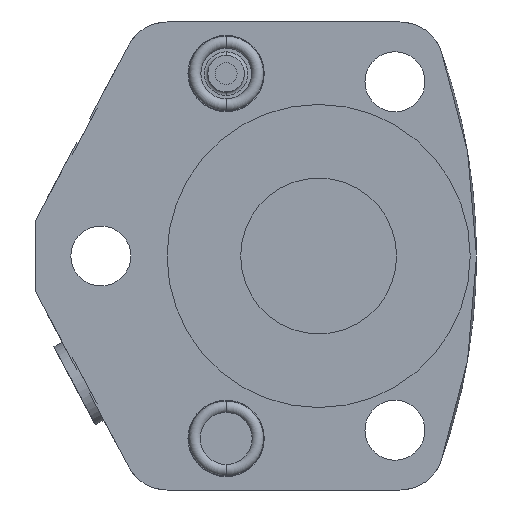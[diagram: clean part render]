
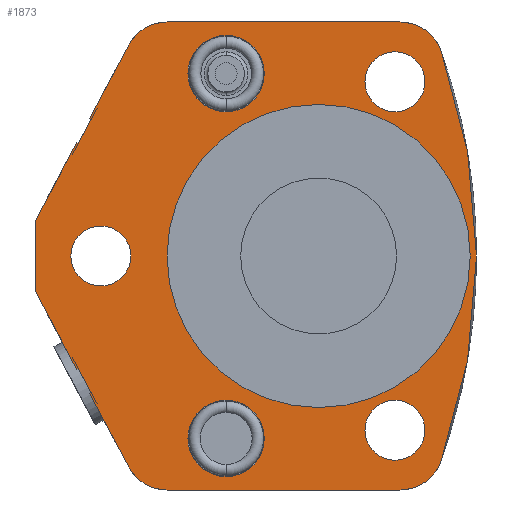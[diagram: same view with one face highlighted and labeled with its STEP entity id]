
A CAD part, front view. The second image highlights one B-rep face of the part: STEP entity #1873.
In plain terms, the highlighted planar face has unit normal (0, -1, 0).
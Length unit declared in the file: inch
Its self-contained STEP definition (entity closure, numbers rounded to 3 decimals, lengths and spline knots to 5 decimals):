
#256=CARTESIAN_POINT('',(0.,0.,0.));
#257=DIRECTION('',(0.,-1.,0.));
#258=DIRECTION('',(1.,0.,0.));
#259=AXIS2_PLACEMENT_3D('',#256,#257,#258);
#261=CARTESIAN_POINT('',(0.,0.,0.));
#262=DIRECTION('',(0.,1.,0.));
#263=DIRECTION('',(1.,0.,0.));
#264=AXIS2_PLACEMENT_3D('',#261,#262,#263);
#266=CARTESIAN_POINT('',(0.438,0.,1.));
#267=DIRECTION('',(0.,-1.,0.));
#268=DIRECTION('',(1.,0.,0.));
#269=AXIS2_PLACEMENT_3D('',#266,#267,#268);
#271=CARTESIAN_POINT('',(0.438,0.,1.));
#272=DIRECTION('',(0.,-1.,0.));
#273=DIRECTION('',(-1.,0.,0.));
#274=AXIS2_PLACEMENT_3D('',#271,#272,#273);
#276=CARTESIAN_POINT('',(0.438,0.,-1.));
#277=DIRECTION('',(0.,-1.,0.));
#278=DIRECTION('',(1.,0.,0.));
#279=AXIS2_PLACEMENT_3D('',#276,#277,#278);
#281=CARTESIAN_POINT('',(0.438,0.,-1.));
#282=DIRECTION('',(0.,-1.,0.));
#283=DIRECTION('',(-1.,0.,0.));
#284=AXIS2_PLACEMENT_3D('',#281,#282,#283);
#286=CARTESIAN_POINT('',(-1.25,0.,0.));
#287=DIRECTION('',(0.,-1.,0.));
#288=DIRECTION('',(1.,0.,0.));
#289=AXIS2_PLACEMENT_3D('',#286,#287,#288);
#291=CARTESIAN_POINT('',(-1.25,0.,0.));
#292=DIRECTION('',(0.,-1.,0.));
#293=DIRECTION('',(-1.,0.,0.));
#294=AXIS2_PLACEMENT_3D('',#291,#292,#293);
#296=DIRECTION('',(-0.469,0.,-0.883));
#297=VECTOR('',#296,0.1566);
#298=CARTESIAN_POINT('',(-1.3062,0.,0.7832));
#299=LINE('',#298,#297);
#300=DIRECTION('',(0.883,0.,-0.469));
#301=VECTOR('',#300,0.01);
#302=CARTESIAN_POINT('',(-1.31503,0.,0.7879));
#303=LINE('',#302,#301);
#304=DIRECTION('',(0.469,0.,0.883));
#305=VECTOR('',#304,0.47848);
#306=CARTESIAN_POINT('',(-1.31503,0.,0.7879));
#307=LINE('',#306,#305);
#308=DIRECTION('',(1.,0.,0.));
#309=VECTOR('',#308,1.33636);
#310=CARTESIAN_POINT('',(-0.86966,0.,1.343));
#311=LINE('',#310,#309);
#312=CARTESIAN_POINT('',(-2.594,0.,0.));
#313=DIRECTION('',(0.,-1.,0.));
#314=DIRECTION('',(0.942,0.,-0.336));
#315=AXIS2_PLACEMENT_3D('',#312,#313,#314);
#317=DIRECTION('',(-1.,0.,0.));
#318=VECTOR('',#317,1.33636);
#319=CARTESIAN_POINT('',(0.46669,0.,-1.343));
#320=LINE('',#319,#318);
#321=DIRECTION('',(0.469,0.,-0.883));
#322=VECTOR('',#321,0.47848);
#323=CARTESIAN_POINT('',(-1.31503,0.,-0.7879));
#324=LINE('',#323,#322);
#325=DIRECTION('',(0.883,0.,0.469));
#326=VECTOR('',#325,0.01);
#327=CARTESIAN_POINT('',(-1.31503,0.,-0.7879));
#328=LINE('',#327,#326);
#329=DIRECTION('',(0.469,0.,-0.883));
#330=VECTOR('',#329,0.1566);
#331=CARTESIAN_POINT('',(-1.37972,0.,-0.64493));
#332=LINE('',#331,#330);
#333=DIRECTION('',(0.883,0.,0.469));
#334=VECTOR('',#333,0.01);
#335=CARTESIAN_POINT('',(-1.38855,0.,-0.64962));
#336=LINE('',#335,#334);
#337=DIRECTION('',(0.469,0.,-0.883));
#338=VECTOR('',#337,0.50364);
#339=CARTESIAN_POINT('',(-1.625,0.,-0.20493));
#340=LINE('',#339,#338);
#341=DIRECTION('',(0.,0.,-1.));
#342=VECTOR('',#341,0.40987);
#343=CARTESIAN_POINT('',(-1.625,0.,0.20493));
#344=LINE('',#343,#342);
#345=DIRECTION('',(0.469,0.,0.883));
#346=VECTOR('',#345,0.50364);
#347=CARTESIAN_POINT('',(-1.625,0.,0.20493));
#348=LINE('',#347,#346);
#349=DIRECTION('',(0.883,0.,-0.469));
#350=VECTOR('',#349,0.01);
#351=CARTESIAN_POINT('',(-1.38855,0.,0.64962));
#352=LINE('',#351,#350);
#353=CARTESIAN_POINT('',(-0.531,0.,-1.047));
#354=DIRECTION('',(0.,1.,0.));
#355=DIRECTION('',(-1.,0.,0.));
#356=AXIS2_PLACEMENT_3D('',#353,#354,#355);
#358=CARTESIAN_POINT('',(-0.531,0.,-1.047));
#359=DIRECTION('',(0.,1.,0.));
#360=DIRECTION('',(1.,0.,0.));
#361=AXIS2_PLACEMENT_3D('',#358,#359,#360);
#363=CARTESIAN_POINT('',(-0.531,0.,1.047));
#364=DIRECTION('',(0.,1.,0.));
#365=DIRECTION('',(-1.,0.,0.));
#366=AXIS2_PLACEMENT_3D('',#363,#364,#365);
#368=CARTESIAN_POINT('',(-0.531,0.,1.047));
#369=DIRECTION('',(0.,1.,0.));
#370=DIRECTION('',(1.,0.,0.));
#371=AXIS2_PLACEMENT_3D('',#368,#369,#370);
#700=CARTESIAN_POINT('',(-0.86966,0.,-1.093));
#701=DIRECTION('',(0.,-1.,0.));
#702=DIRECTION('',(-0.883,0.,-0.469));
#703=AXIS2_PLACEMENT_3D('',#700,#701,#702);
#725=CARTESIAN_POINT('',(0.46669,0.,-1.093));
#726=DIRECTION('',(0.,-1.,0.));
#727=DIRECTION('',(0.,0.,-1.));
#728=AXIS2_PLACEMENT_3D('',#725,#726,#727);
#738=CARTESIAN_POINT('',(0.46669,0.,1.093));
#739=DIRECTION('',(0.,-1.,0.));
#740=DIRECTION('',(0.942,0.,0.336));
#741=AXIS2_PLACEMENT_3D('',#738,#739,#740);
#763=CARTESIAN_POINT('',(-0.86966,0.,1.093));
#764=DIRECTION('',(0.,-1.,0.));
#765=DIRECTION('',(0.,0.,1.));
#766=AXIS2_PLACEMENT_3D('',#763,#764,#765);
#1301=CARTESIAN_POINT('',(0.87,0.,0.));
#1303=VERTEX_POINT('',#1301);
#1305=CARTESIAN_POINT('',(-0.87,0.,0.));
#1307=VERTEX_POINT('',#1305);
#1308=CARTESIAN_POINT('',(-1.625,0.,0.20493));
#1309=CARTESIAN_POINT('',(-1.625,0.,-0.20493));
#1310=VERTEX_POINT('',#1308);
#1311=VERTEX_POINT('',#1309);
#1312=CARTESIAN_POINT('',(0.61,0.,1.));
#1313=CARTESIAN_POINT('',(0.266,0.,1.));
#1314=VERTEX_POINT('',#1312);
#1315=VERTEX_POINT('',#1313);
#1346=CARTESIAN_POINT('',(-1.37972,0.,-0.64493));
#1347=CARTESIAN_POINT('',(-1.3062,0.,-0.7832));
#1348=VERTEX_POINT('',#1346);
#1349=VERTEX_POINT('',#1347);
#1350=CARTESIAN_POINT('',(-1.38855,0.,-0.64962));
#1351=VERTEX_POINT('',#1350);
#1352=CARTESIAN_POINT('',(-1.31503,0.,-0.7879));
#1353=VERTEX_POINT('',#1352);
#1359=CARTESIAN_POINT('',(-1.3062,0.,0.7832));
#1360=CARTESIAN_POINT('',(-1.37972,0.,0.64493));
#1361=VERTEX_POINT('',#1359);
#1362=VERTEX_POINT('',#1360);
#1363=CARTESIAN_POINT('',(-1.31503,0.,0.7879));
#1364=VERTEX_POINT('',#1363);
#1365=CARTESIAN_POINT('',(-1.38855,0.,0.64962));
#1366=VERTEX_POINT('',#1365);
#1392=CARTESIAN_POINT('',(-0.75,0.,-1.047));
#1393=CARTESIAN_POINT('',(-0.312,0.,-1.047));
#1394=VERTEX_POINT('',#1392);
#1395=VERTEX_POINT('',#1393);
#1400=CARTESIAN_POINT('',(-0.75,0.,1.047));
#1401=CARTESIAN_POINT('',(-0.312,0.,1.047));
#1402=VERTEX_POINT('',#1400);
#1403=VERTEX_POINT('',#1401);
#1442=CARTESIAN_POINT('',(0.46669,0.,-1.343));
#1443=CARTESIAN_POINT('',(0.70213,0.,-1.17708));
#1444=VERTEX_POINT('',#1442);
#1445=VERTEX_POINT('',#1443);
#1446=CARTESIAN_POINT('',(0.70213,0.,1.17708));
#1447=CARTESIAN_POINT('',(0.46669,0.,1.343));
#1448=VERTEX_POINT('',#1446);
#1449=VERTEX_POINT('',#1447);
#1450=CARTESIAN_POINT('',(-0.86966,0.,1.343));
#1451=CARTESIAN_POINT('',(-1.0904,0.,1.21037));
#1452=VERTEX_POINT('',#1450);
#1453=VERTEX_POINT('',#1451);
#1454=CARTESIAN_POINT('',(-1.0904,0.,-1.21037));
#1455=CARTESIAN_POINT('',(-0.86966,0.,-1.343));
#1456=VERTEX_POINT('',#1454);
#1457=VERTEX_POINT('',#1455);
#1458=CARTESIAN_POINT('',(0.61,0.,-1.));
#1459=CARTESIAN_POINT('',(0.266,0.,-1.));
#1460=VERTEX_POINT('',#1458);
#1461=VERTEX_POINT('',#1459);
#1462=CARTESIAN_POINT('',(-1.078,0.,0.));
#1463=CARTESIAN_POINT('',(-1.422,0.,0.));
#1464=VERTEX_POINT('',#1462);
#1465=VERTEX_POINT('',#1463);
#1796=CARTESIAN_POINT('',(0.,0.,0.));
#1797=DIRECTION('',(0.,-1.,0.));
#1798=DIRECTION('',(-1.,0.,0.));
#1799=AXIS2_PLACEMENT_3D('',#1796,#1797,#1798);
#1800=PLANE('',#1799);
#1802=ORIENTED_EDGE('',*,*,#1801,.F.);
#1804=ORIENTED_EDGE('',*,*,#1803,.F.);
#1806=ORIENTED_EDGE('',*,*,#1805,.T.);
#1808=ORIENTED_EDGE('',*,*,#1807,.F.);
#1810=ORIENTED_EDGE('',*,*,#1809,.T.);
#1812=ORIENTED_EDGE('',*,*,#1811,.F.);
#1814=ORIENTED_EDGE('',*,*,#1813,.F.);
#1816=ORIENTED_EDGE('',*,*,#1815,.F.);
#1818=ORIENTED_EDGE('',*,*,#1817,.T.);
#1820=ORIENTED_EDGE('',*,*,#1819,.F.);
#1822=ORIENTED_EDGE('',*,*,#1821,.F.);
#1824=ORIENTED_EDGE('',*,*,#1823,.T.);
#1826=ORIENTED_EDGE('',*,*,#1825,.F.);
#1828=ORIENTED_EDGE('',*,*,#1827,.F.);
#1830=ORIENTED_EDGE('',*,*,#1829,.F.);
#1832=ORIENTED_EDGE('',*,*,#1831,.F.);
#1834=ORIENTED_EDGE('',*,*,#1833,.T.);
#1836=ORIENTED_EDGE('',*,*,#1835,.T.);
#1837=EDGE_LOOP('',(#1802,#1804,#1806,#1808,#1810,#1812,#1814,#1816,#1818,#1820,
#1822,#1824,#1826,#1828,#1830,#1832,#1834,#1836));
#1838=FACE_OUTER_BOUND('',#1837,.F.);
#1840=ORIENTED_EDGE('',*,*,#1839,.T.);
#1842=ORIENTED_EDGE('',*,*,#1841,.T.);
#1843=EDGE_LOOP('',(#1840,#1842));
#1844=FACE_BOUND('',#1843,.F.);
#1845=ORIENTED_EDGE('',*,*,#1776,.T.);
#1846=ORIENTED_EDGE('',*,*,#1790,.T.);
#1847=EDGE_LOOP('',(#1845,#1846));
#1848=FACE_BOUND('',#1847,.F.);
#1850=ORIENTED_EDGE('',*,*,#1849,.T.);
#1852=ORIENTED_EDGE('',*,*,#1851,.T.);
#1853=EDGE_LOOP('',(#1850,#1852));
#1854=FACE_BOUND('',#1853,.F.);
#1856=ORIENTED_EDGE('',*,*,#1855,.T.);
#1858=ORIENTED_EDGE('',*,*,#1857,.F.);
#1859=EDGE_LOOP('',(#1856,#1858));
#1860=FACE_BOUND('',#1859,.F.);
#1862=ORIENTED_EDGE('',*,*,#1861,.F.);
#1864=ORIENTED_EDGE('',*,*,#1863,.F.);
#1865=EDGE_LOOP('',(#1862,#1864));
#1866=FACE_BOUND('',#1865,.F.);
#1868=ORIENTED_EDGE('',*,*,#1867,.F.);
#1870=ORIENTED_EDGE('',*,*,#1869,.F.);
#1871=EDGE_LOOP('',(#1868,#1870));
#1872=FACE_BOUND('',#1871,.F.);
#1873=ADVANCED_FACE('',(#1838,#1844,#1848,#1854,#1860,#1866,#1872),#1800,.T.);
#260=CIRCLE('',#259,0.87);
#265=CIRCLE('',#264,0.87);
#270=CIRCLE('',#269,0.172);
#275=CIRCLE('',#274,0.172);
#280=CIRCLE('',#279,0.172);
#285=CIRCLE('',#284,0.172);
#290=CIRCLE('',#289,0.172);
#295=CIRCLE('',#294,0.172);
#316=CIRCLE('',#315,3.5);
#357=CIRCLE('',#356,0.219);
#362=CIRCLE('',#361,0.219);
#367=CIRCLE('',#366,0.219);
#372=CIRCLE('',#371,0.219);
#704=CIRCLE('',#703,0.25);
#729=CIRCLE('',#728,0.25);
#742=CIRCLE('',#741,0.25);
#767=CIRCLE('',#766,0.25);
#1776=EDGE_CURVE('',#1460,#1461,#280,.T.);
#1790=EDGE_CURVE('',#1461,#1460,#285,.T.);
#1801=EDGE_CURVE('',#1361,#1362,#299,.T.);
#1803=EDGE_CURVE('',#1364,#1361,#303,.T.);
#1805=EDGE_CURVE('',#1364,#1453,#307,.T.);
#1807=EDGE_CURVE('',#1452,#1453,#767,.T.);
#1809=EDGE_CURVE('',#1452,#1449,#311,.T.);
#1811=EDGE_CURVE('',#1448,#1449,#742,.T.);
#1813=EDGE_CURVE('',#1445,#1448,#316,.T.);
#1815=EDGE_CURVE('',#1444,#1445,#729,.T.);
#1817=EDGE_CURVE('',#1444,#1457,#320,.T.);
#1819=EDGE_CURVE('',#1456,#1457,#704,.T.);
#1821=EDGE_CURVE('',#1353,#1456,#324,.T.);
#1823=EDGE_CURVE('',#1353,#1349,#328,.T.);
#1825=EDGE_CURVE('',#1348,#1349,#332,.T.);
#1827=EDGE_CURVE('',#1351,#1348,#336,.T.);
#1829=EDGE_CURVE('',#1311,#1351,#340,.T.);
#1831=EDGE_CURVE('',#1310,#1311,#344,.T.);
#1833=EDGE_CURVE('',#1310,#1366,#348,.T.);
#1835=EDGE_CURVE('',#1366,#1362,#352,.T.);
#1839=EDGE_CURVE('',#1314,#1315,#270,.T.);
#1841=EDGE_CURVE('',#1315,#1314,#275,.T.);
#1849=EDGE_CURVE('',#1464,#1465,#290,.T.);
#1851=EDGE_CURVE('',#1465,#1464,#295,.T.);
#1855=EDGE_CURVE('',#1303,#1307,#260,.T.);
#1857=EDGE_CURVE('',#1303,#1307,#265,.T.);
#1861=EDGE_CURVE('',#1394,#1395,#357,.T.);
#1863=EDGE_CURVE('',#1395,#1394,#362,.T.);
#1867=EDGE_CURVE('',#1402,#1403,#367,.T.);
#1869=EDGE_CURVE('',#1403,#1402,#372,.T.);
